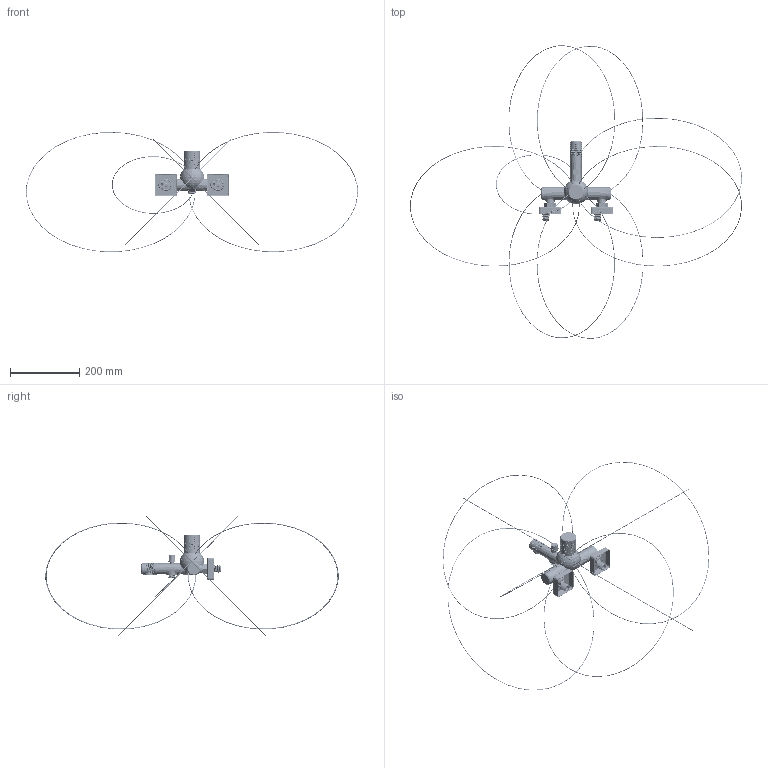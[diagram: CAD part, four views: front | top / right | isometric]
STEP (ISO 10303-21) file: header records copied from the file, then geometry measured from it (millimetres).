
FILE_DESCRIPTION((''),'2;1');
FILE_NAME('WXQ238163_ASM_ASM','2020-07-04T',('fth20'),(''),'CREO PARAMETRIC BY PTC INC, 2015480','CREO PARAMETRIC BY PTC INC, 2015480','');
FILE_SCHEMA(('CONFIG_CONTROL_DESIGN'));
Products named in the file (46): 80T238163_2; 8HY21106_1; 16X2_1; 21X19_1; 22X205_1; OS10X35X3_1; 8HY25004_1; 8HY21107_1; 16X6X5_1; 8HY21108_1; J51111_ASM_1_ASM; D35P-40_18_1; D35P-20_27_1; D35P-10_14_1; D35P-30_22_1; D35P-60_24_1; D35P3-54_23_1; D35P-80_15_1; D35P3-81_76_1; D35P-70_40_1; J10350_ASM_1_ASM; 8YG35000_3; 8ZG168053_5; 8JTSW001_4; 19X2_2; 8NMSW001_4; 24X15X3_3; 80Q01000_3; 80Q67000_3; JIETOU-3_ASM_4_ASM; 8ZJ23098_1; 23182LD_1; 80G238163_1_1; 80G238163_1_2; 80G238163_1_3; 80G238163_1_ASM; 81M238163_1; 24X1-01___2; 81M238163_ASM_1_ASM; 80M24123_1 ...
Assembly tree (47 placements, depth 4):
  WXQ238163_ASM_ASM
    WXQ238163_ASM_1_ASM
      80T238163_2
      J51111_ASM_1_ASM
        8HY21106_1
        16X2_1  x2
        21X19_1
        22X205_1
        OS10X35X3_1
        8HY25004_1
        8HY21107_1
        16X6X5_1
        8HY21108_1
      J10350_ASM_1_ASM
        D35P-40_18_1
        D35P-20_27_1
        D35P-10_14_1
        D35P-30_22_1
        D35P-60_24_1
        D35P3-54_23_1
        D35P-80_15_1
        D35P3-81_76_1
        D35P-70_40_1
      8YG35000_3
      8ZG168053_5
      JIETOU-3_ASM_4_ASM  x2
        8JTSW001_4
        19X2_2
        8NMSW001_4
        24X15X3_3
        80Q01000_3
        80Q67000_3
      8ZJ23098_1
      23182LD_1
      80G238163_1_ASM
        80G238163_1_1
        80G238163_1_2
        80G238163_1_3
      81M238163_ASM_1_ASM
        81M238163_1
        24X1-01___2
      80M24123_1
      80P35WXQ2_ASM_4_ASM
        WXQ_5
        WXQ1_4
        WXQ-1_4
Bounding box: 960.48 x 848.56 x 347.43 mm (x, y, z)
Surface area: 351075.6 mm2 (no closed solid volume)
Topology: 0 solids, 0 shells, 10255 faces, 47811 edges, 47568 vertices
Faces by surface type: bspline 9988, torus 245, sphere 22
Entity records: 811586 total; most frequent: CARTESIAN_POINT 441370, DIRECTION 47270, DEFINITIONAL_REPRESENTATION 46094, PCURVE 46094, COMPOSITE_CURVE_SEGMENT 46094, TRIMMED_CURVE 42079, VECTOR 37664, LINE 37664
